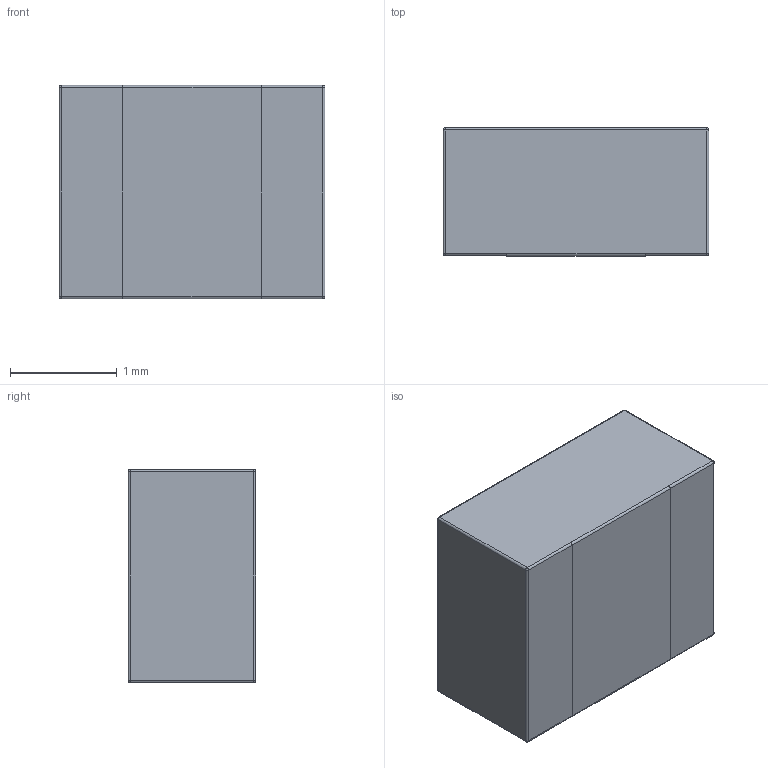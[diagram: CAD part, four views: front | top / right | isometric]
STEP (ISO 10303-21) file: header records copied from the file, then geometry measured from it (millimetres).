
FILE_DESCRIPTION(/* description */ ('Unknown'),/* implementation_level */ '2;1');
FILE_NAME(/* name */ '74479288xxx_1008',/* time_stamp */ '2022-07-11T14:57:11+02:00',/* author */ ('Unknown'),/* organization */ ('Unknown'),/* preprocessor_version */ 'ST-DEVELOPER v16.7',/* originating_system */ 'Solid Edge',/* authorisation */ 'Unknown');
FILE_SCHEMA (('AUTOMOTIVE_DESIGN {1 0 10303 214 3 1 1}'));
Length unit declared in the file: millimetre
Products named in the file (1): 74479288xxx_1008
Bounding box: 2.5 x 1.2 x 2 mm (x, y, z)
Volume: 6 mm3; surface area: 20.6 mm2
Topology: 1 solids, 1 shells, 34 faces, 80 edges, 40 vertices
Faces by surface type: cylinder 16, plane 10, sphere 8
Entity records: 1158 total; most frequent: DIRECTION 174, CARTESIAN_POINT 147, ORIENTED_EDGE 144, EDGE_CURVE 72, AXIS2_PLACEMENT_3D 67, VERTEX_POINT 40, LINE 40, VECTOR 40
